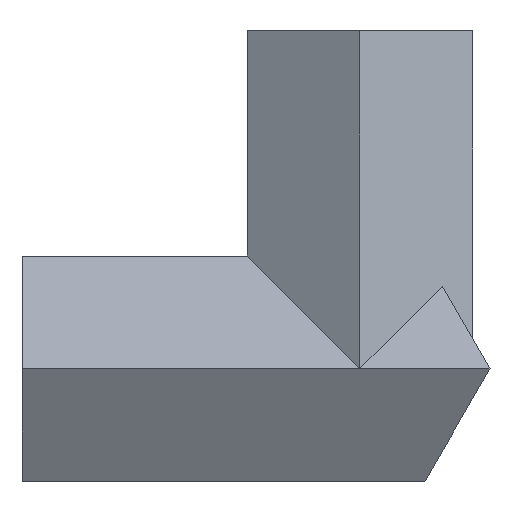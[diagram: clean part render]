
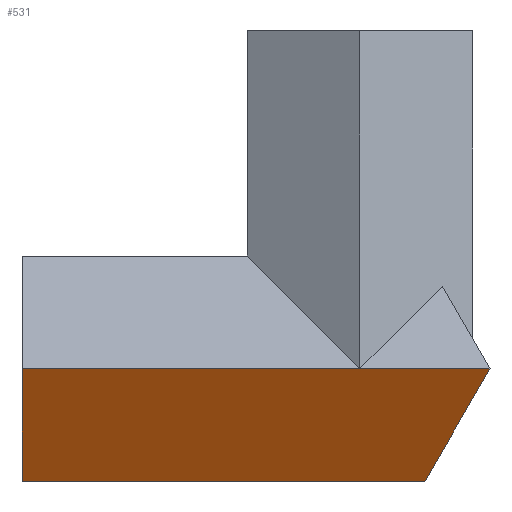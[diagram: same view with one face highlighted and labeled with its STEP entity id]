
A CAD part, front view. The second image highlights one B-rep face of the part: STEP entity #531.
In plain terms, the highlighted planar face has unit normal (0, -0.866, -0.5).
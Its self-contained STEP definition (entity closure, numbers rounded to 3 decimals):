
#35=PLANE('',#586);
#63=FACE_OUTER_BOUND('',#93,.T.);
#93=EDGE_LOOP('',(#474,#475,#476,#477,#478));
#149=LINE('',#843,#210);
#158=LINE('',#862,#219);
#161=LINE('',#867,#222);
#162=LINE('',#870,#223);
#163=LINE('',#871,#224);
#210=VECTOR('',#693,10.);
#219=VECTOR('',#708,10.);
#222=VECTOR('',#715,10.);
#223=VECTOR('',#718,10.);
#224=VECTOR('',#719,10.);
#265=VERTEX_POINT('',#820);
#269=VERTEX_POINT('',#837);
#276=VERTEX_POINT('',#859);
#277=VERTEX_POINT('',#861);
#278=VERTEX_POINT('',#869);
#334=EDGE_CURVE('',#269,#265,#149,.T.);
#343=EDGE_CURVE('',#276,#277,#158,.T.);
#346=EDGE_CURVE('',#265,#277,#161,.T.);
#347=EDGE_CURVE('',#278,#276,#162,.T.);
#348=EDGE_CURVE('',#269,#278,#163,.T.);
#474=ORIENTED_EDGE('',*,*,#334,.T.);
#475=ORIENTED_EDGE('',*,*,#346,.T.);
#476=ORIENTED_EDGE('',*,*,#343,.F.);
#477=ORIENTED_EDGE('',*,*,#347,.F.);
#478=ORIENTED_EDGE('',*,*,#348,.F.);
#531=ADVANCED_FACE('',(#63),#35,.T.);
#586=AXIS2_PLACEMENT_3D('',#868,#716,#717);
#693=DIRECTION('',(-1.,0.,0.));
#708=DIRECTION('',(0.,-0.5,0.866));
#715=DIRECTION('',(-1.,0.,0.));
#716=DIRECTION('center_axis',(0.,-0.866,
-0.5));
#717=DIRECTION('ref_axis',(0.,-0.5,0.866));
#718=DIRECTION('',(-1.,0.,0.));
#719=DIRECTION('',(-0.447,0.447,-0.775));
#820=CARTESIAN_POINT('',(30.,-11.547,0.));
#837=CARTESIAN_POINT('',(41.547,-11.547,0.));
#843=CARTESIAN_POINT('',(30.,-11.547,0.));
#859=CARTESIAN_POINT('',(0.,-5.774,-10.));
#861=CARTESIAN_POINT('',(0.,-11.547,0.));
#862=CARTESIAN_POINT('',(0.,-11.547,0.));
#867=CARTESIAN_POINT('',(30.,-11.547,0.));
#868=CARTESIAN_POINT('Origin',(30.,-5.774,-10.));
#869=CARTESIAN_POINT('',(35.774,-5.774,-10.));
#870=CARTESIAN_POINT('',(30.,-5.774,-10.));
#871=CARTESIAN_POINT('',(38.083,-8.083,-6.));
